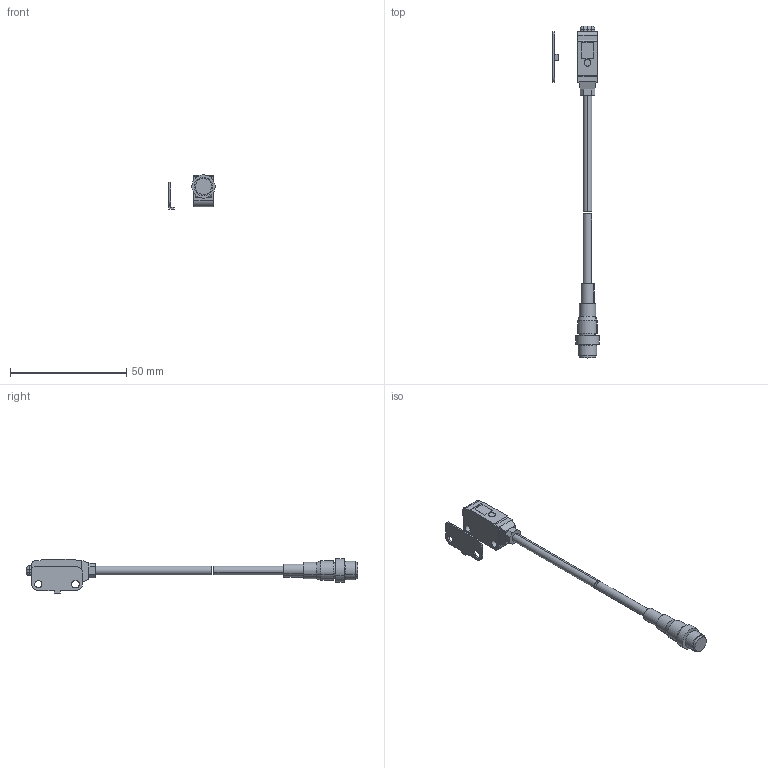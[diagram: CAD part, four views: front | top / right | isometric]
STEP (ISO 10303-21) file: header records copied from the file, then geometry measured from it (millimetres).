
FILE_DESCRIPTION(('FreeCAD Model'),'2;1');
FILE_NAME('LT 21 K 50 x3-K-T4.step', '2015-01-14T18:12:10',('FreeCAD'),('FreeCAD'), 'Open CASCADE STEP processor 6.7','FreeCAD','Unknown');
FILE_SCHEMA(('AUTOMOTIVE_DESIGN_CC2 { 1 2 10303 214 -1 1 5 4 }'));
Length unit declared in the file: millimetre
Products named in the file (1): LT_21_K_50_x3_K_T4
Bounding box: 19.89 x 142.9 x 14.69 mm (x, y, z)
Surface area: 3808.1 mm2 (no closed solid volume)
Topology: 0 solids, 126 shells, 126 faces, 596 edges, 594 vertices
Faces by surface type: bspline 73, revolution 53
Entity records: 13091 total; most frequent: CARTESIAN_POINT 4731, DIRECTION 906, ORIENTED_EDGE 594, EDGE_CURVE 594, VERTEX_POINT 594, SURFACE_CURVE 594, PCURVE 594, DEFINITIONAL_REPRESENTATION 594
